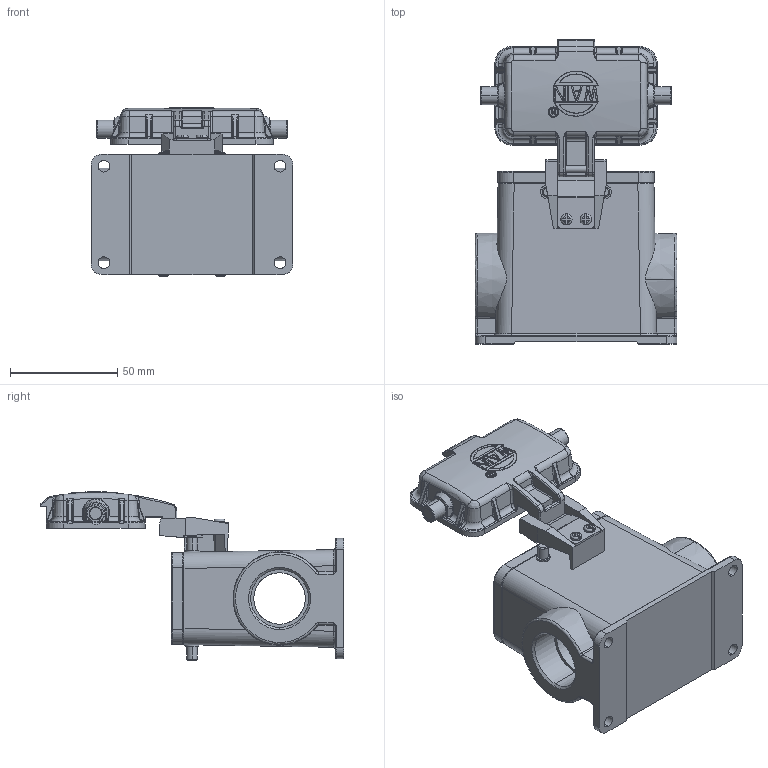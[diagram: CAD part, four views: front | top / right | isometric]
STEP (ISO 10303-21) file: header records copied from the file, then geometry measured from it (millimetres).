
FILE_DESCRIPTION(/* description */ (''),/* implementation_level */ '2;1');
FILE_NAME(/* name */ '3D_1240102705131_HV10B-SFH-4B-MCV-2PG21_V1.1.STP',/* time_stamp */ '2023-12-12T17:30:51+08:00',/* author */ (''),/* organization */ (''),/* preprocessor_version */ 'ST-DEVELOPER v18.1',/* originating_system */ 'SIEMENS PLM Software NX 1980',/* authorisation */ '');
FILE_SCHEMA (('AUTOMOTIVE_DESIGN { 1 0 10303 214 3 1 1 1 }'));
Products named in the file (1): 14592E4C6B99jthp
Bounding box: 94 x 141.57 x 78.45 mm (x, y, z)
Volume: 156472.7 mm3; surface area: 66896.8 mm2
Topology: 7 solids, 7 shells, 1386 faces, 3453 edges, 2124 vertices
Faces by surface type: cylinder 601, plane 369, torus 238, bspline 90, cone 65, sphere 13, extrusion 8, revolution 2
Entity records: 53844 total; most frequent: CARTESIAN_POINT 23907, ORIENTED_EDGE 6890, DIRECTION 5232, EDGE_CURVE 3445, VERTEX_POINT 2124, AXIS2_PLACEMENT_3D 1980, EDGE_LOOP 1457, ADVANCED_FACE 1386
